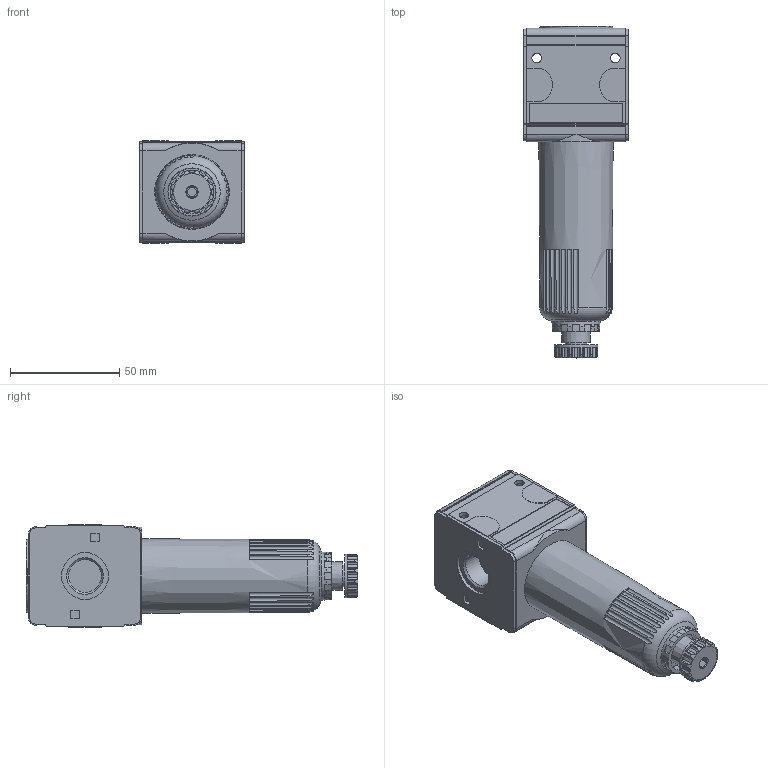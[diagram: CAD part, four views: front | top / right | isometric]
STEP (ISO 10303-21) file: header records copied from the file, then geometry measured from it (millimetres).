
FILE_DESCRIPTION( ( 'STEP AP203' ), ' ' );
FILE_NAME( '9.1312.050.stp', '2017-04-10T06:57:14', ( '' ), ( '' ), ' ', 'PARTsolutions', ' ' );
FILE_SCHEMA( ( 'CONFIG_CONTROL_DESIGN' ) );
Length unit declared in the file: millimetre
Products named in the file (3): 9.1312.050; _F 12 K-HA-00000-G; _F 12 K-HA--P1
Assembly tree (2 placements, depth 2):
  9.1312.050
    _F 12 K-HA-00000-G
    _F 12 K-HA--P1
Bounding box: 47.8 x 152 x 47 mm (x, y, z)
Volume: 183009.8 mm3; surface area: 29367.6 mm2
Topology: 2 solids, 2 shells, 352 faces, 960 edges, 638 vertices
Faces by surface type: plane 206, cylinder 116, cone 28, torus 2
Full cylindrical faces by diameter (mm): 4 x1, 4.4 x4, 9.728 x1, 14.95 x2, 19.5 x1, 20 x1, 21.4 x1, 22 x1, 23.2 x1, 33.5 x1
Entity records: 12412 total; most frequent: CARTESIAN_POINT 3544, ORIENTED_EDGE 1852, DIRECTION 1770, EDGE_CURVE 926, AXIS2_PLACEMENT_3D 634, VERTEX_POINT 630, LINE 502, VECTOR 502
